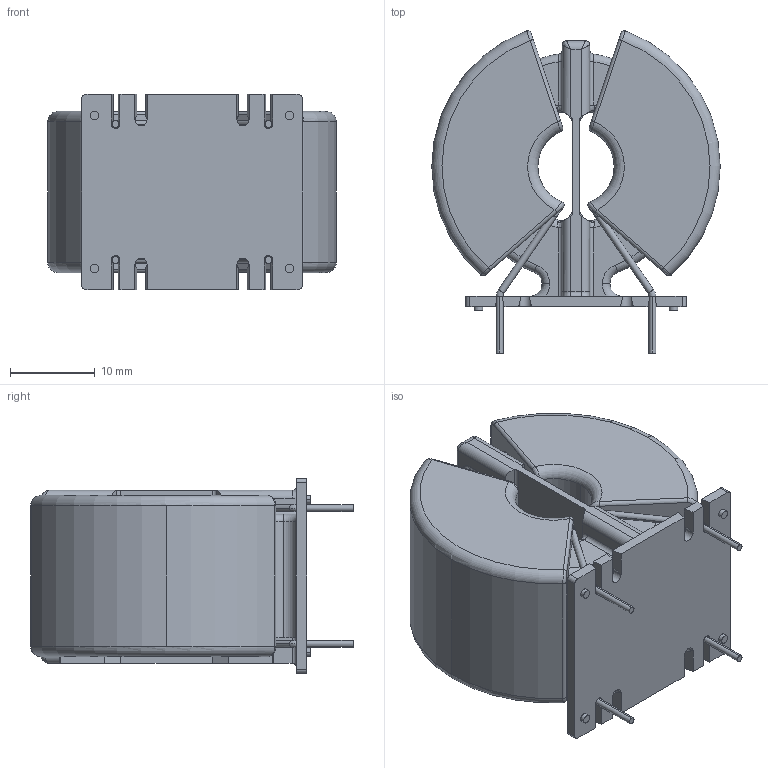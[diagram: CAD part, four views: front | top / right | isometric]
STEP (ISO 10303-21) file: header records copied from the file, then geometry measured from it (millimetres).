
FILE_DESCRIPTION (( 'STEP AP214' ), '1' );
FILE_NAME ('SC-05-30J.STEP', '2019-01-30T04:03:13', ( '' ), ( '' ), 'SwSTEP 2.0', 'SolidWorks 2018', '' );
FILE_SCHEMA (( 'AUTOMOTIVE_DESIGN' ));
Length unit declared in the file: millimetre
Products named in the file (1): SC-05-30J
Bounding box: 34 x 38 x 23 mm (x, y, z)
Volume: 14501.4 mm3; surface area: 7757.1 mm2
Topology: 1 solids, 1 shells, 393 faces, 1061 edges, 676 vertices
Faces by surface type: plane 177, cylinder 132, torus 38, bspline 34, cone 12
Entity records: 18110 total; most frequent: CARTESIAN_POINT 4097, ORIENTED_EDGE 2114, DIRECTION 1943, EDGE_CURVE 1057, AXIS2_PLACEMENT_3D 680, VERTEX_POINT 676, LINE 583, VECTOR 583
